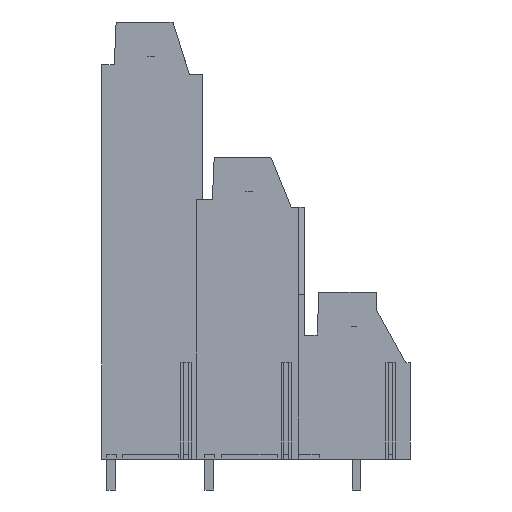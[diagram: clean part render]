
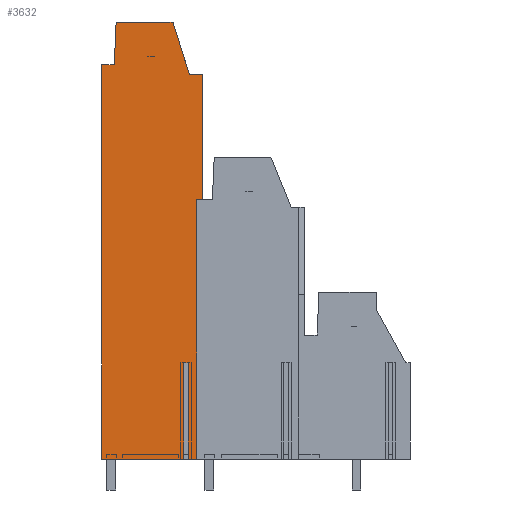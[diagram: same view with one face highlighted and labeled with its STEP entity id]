
A CAD part, left-side view. The second image highlights one B-rep face of the part: STEP entity #3632.
In plain terms, the highlighted planar face has unit normal (-1, 0, 0).
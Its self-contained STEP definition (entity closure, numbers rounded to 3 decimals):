
#3548=AXIS2_PLACEMENT_3D('Plane Axis2P3D',#3545,#3546,#3547) ;
#2640=CARTESIAN_POINT('Vertex',(2.54,22.131,3.2)) ;
#2643=CARTESIAN_POINT('Line Origine',(2.54,22.578,3.2)) ;
#2647=CARTESIAN_POINT('Vertex',(2.54,23.025,3.2)) ;
#2696=CARTESIAN_POINT('Vertex',(2.54,23.475,3.2)) ;
#2699=CARTESIAN_POINT('Line Origine',(2.54,27.738,3.2)) ;
#2703=CARTESIAN_POINT('Vertex',(2.54,32.,3.2)) ;
#3502=CARTESIAN_POINT('Vertex',(2.54,23.025,13.2)) ;
#3505=CARTESIAN_POINT('Line Origine',(2.54,23.25,13.2)) ;
#3509=CARTESIAN_POINT('Vertex',(2.54,23.475,13.2)) ;
#3533=CARTESIAN_POINT('Line Origine',(2.54,23.025,8.2)) ;
#3545=CARTESIAN_POINT('Axis2P3D Location',(2.54,21.84,31.2)) ;
#3550=CARTESIAN_POINT('Line Origine',(2.54,22.131,16.625)) ;
#3554=CARTESIAN_POINT('Vertex',(2.54,22.131,30.05)) ;
#3557=CARTESIAN_POINT('Line Origine',(2.54,21.811,30.05)) ;
#3561=CARTESIAN_POINT('Vertex',(2.54,21.49,30.05)) ;
#3564=CARTESIAN_POINT('Line Origine',(2.54,21.49,36.525)) ;
#3568=CARTESIAN_POINT('Vertex',(2.54,21.49,43.)) ;
#3571=CARTESIAN_POINT('Line Origine',(2.54,22.194,43.)) ;
#3575=CARTESIAN_POINT('Vertex',(2.54,22.898,43.)) ;
#3578=CARTESIAN_POINT('Line Origine',(2.54,23.745,45.735)) ;
#3582=CARTESIAN_POINT('Vertex',(2.54,24.592,48.47)) ;
#3585=CARTESIAN_POINT('Line Origine',(2.54,27.54,48.47)) ;
#3589=CARTESIAN_POINT('Vertex',(2.54,30.488,48.47)) ;
#3592=CARTESIAN_POINT('Line Origine',(2.54,30.584,46.26)) ;
#3596=CARTESIAN_POINT('Vertex',(2.54,30.681,44.05)) ;
#3599=CARTESIAN_POINT('Line Origine',(2.54,31.34,44.05)) ;
#3603=CARTESIAN_POINT('Vertex',(2.54,32.,44.05)) ;
#3606=CARTESIAN_POINT('Line Origine',(2.54,32.,23.625)) ;
#3611=CARTESIAN_POINT('Line Origine',(2.54,23.475,8.2)) ;
#2644=DIRECTION('Vector Direction',(0.,1.,0.)) ;
#2700=DIRECTION('Vector Direction',(0.,1.,0.)) ;
#3506=DIRECTION('Vector Direction',(0.,-1.,0.)) ;
#3534=DIRECTION('Vector Direction',(0.,0.,1.)) ;
#3546=DIRECTION('Axis2P3D Direction',(1.,0.,0.)) ;
#3547=DIRECTION('Axis2P3D XDirection',(0.,1.,0.)) ;
#3551=DIRECTION('Vector Direction',(0.,0.,-1.)) ;
#3558=DIRECTION('Vector Direction',(0.,1.,0.)) ;
#3565=DIRECTION('Vector Direction',(0.,0.,1.)) ;
#3572=DIRECTION('Vector Direction',(0.,-1.,0.)) ;
#3579=DIRECTION('Vector Direction',(0.,-0.296,-0.955)) ;
#3586=DIRECTION('Vector Direction',(0.,1.,0.)) ;
#3593=DIRECTION('Vector Direction',(0.,-0.044,0.999)) ;
#3600=DIRECTION('Vector Direction',(0.,-1.,0.)) ;
#3607=DIRECTION('Vector Direction',(0.,0.,1.)) ;
#3612=DIRECTION('Vector Direction',(0.,0.,1.)) ;
#2645=VECTOR('Line Direction',#2644,1.) ;
#2701=VECTOR('Line Direction',#2700,1.) ;
#3507=VECTOR('Line Direction',#3506,1.) ;
#3535=VECTOR('Line Direction',#3534,1.) ;
#3552=VECTOR('Line Direction',#3551,1.) ;
#3559=VECTOR('Line Direction',#3558,1.) ;
#3566=VECTOR('Line Direction',#3565,1.) ;
#3573=VECTOR('Line Direction',#3572,1.) ;
#3580=VECTOR('Line Direction',#3579,1.) ;
#3587=VECTOR('Line Direction',#3586,1.) ;
#3594=VECTOR('Line Direction',#3593,1.) ;
#3601=VECTOR('Line Direction',#3600,1.) ;
#3608=VECTOR('Line Direction',#3607,1.) ;
#3613=VECTOR('Line Direction',#3612,1.) ;
#3617=ORIENTED_EDGE('',*,*,#3556,.F.) ;
#3618=ORIENTED_EDGE('',*,*,#3563,.F.) ;
#3619=ORIENTED_EDGE('',*,*,#3570,.T.) ;
#3620=ORIENTED_EDGE('',*,*,#3577,.F.) ;
#3621=ORIENTED_EDGE('',*,*,#3584,.F.) ;
#3622=ORIENTED_EDGE('',*,*,#3591,.T.) ;
#3623=ORIENTED_EDGE('',*,*,#3598,.F.) ;
#3624=ORIENTED_EDGE('',*,*,#3605,.F.) ;
#3625=ORIENTED_EDGE('',*,*,#3610,.F.) ;
#3626=ORIENTED_EDGE('',*,*,#2705,.F.) ;
#3627=ORIENTED_EDGE('',*,*,#3615,.T.) ;
#3628=ORIENTED_EDGE('',*,*,#3511,.T.) ;
#3629=ORIENTED_EDGE('',*,*,#3537,.F.) ;
#3630=ORIENTED_EDGE('',*,*,#2649,.F.) ;
#3632=ADVANCED_FACE('housing',(#3631),#3549,.F.) ;
#2649=EDGE_CURVE('',#2641,#2648,#2646,.T.) ;
#2705=EDGE_CURVE('',#2697,#2704,#2702,.T.) ;
#3511=EDGE_CURVE('',#3510,#3503,#3508,.T.) ;
#3537=EDGE_CURVE('',#2648,#3503,#3536,.T.) ;
#3556=EDGE_CURVE('',#3555,#2641,#3553,.T.) ;
#3563=EDGE_CURVE('',#3562,#3555,#3560,.T.) ;
#3570=EDGE_CURVE('',#3562,#3569,#3567,.T.) ;
#3577=EDGE_CURVE('',#3576,#3569,#3574,.T.) ;
#3584=EDGE_CURVE('',#3583,#3576,#3581,.T.) ;
#3591=EDGE_CURVE('',#3583,#3590,#3588,.T.) ;
#3598=EDGE_CURVE('',#3597,#3590,#3595,.T.) ;
#3605=EDGE_CURVE('',#3604,#3597,#3602,.T.) ;
#3610=EDGE_CURVE('',#2704,#3604,#3609,.T.) ;
#3615=EDGE_CURVE('',#2697,#3510,#3614,.T.) ;
#3616=EDGE_LOOP('',(#3617,#3618,#3619,#3620,#3621,#3622,#3623,#3624,#3625,#3626,#3627,#3628,#3629,#3630)) ;
#3631=FACE_OUTER_BOUND('',#3616,.T.) ;
#2646=LINE('Line',#2643,#2645) ;
#2702=LINE('Line',#2699,#2701) ;
#3508=LINE('Line',#3505,#3507) ;
#3536=LINE('Line',#3533,#3535) ;
#3553=LINE('Line',#3550,#3552) ;
#3560=LINE('Line',#3557,#3559) ;
#3567=LINE('Line',#3564,#3566) ;
#3574=LINE('Line',#3571,#3573) ;
#3581=LINE('Line',#3578,#3580) ;
#3588=LINE('Line',#3585,#3587) ;
#3595=LINE('Line',#3592,#3594) ;
#3602=LINE('Line',#3599,#3601) ;
#3609=LINE('Line',#3606,#3608) ;
#3614=LINE('Line',#3611,#3613) ;
#3549=PLANE('',#3548) ;
#2641=VERTEX_POINT('',#2640) ;
#2648=VERTEX_POINT('',#2647) ;
#2697=VERTEX_POINT('',#2696) ;
#2704=VERTEX_POINT('',#2703) ;
#3503=VERTEX_POINT('',#3502) ;
#3510=VERTEX_POINT('',#3509) ;
#3555=VERTEX_POINT('',#3554) ;
#3562=VERTEX_POINT('',#3561) ;
#3569=VERTEX_POINT('',#3568) ;
#3576=VERTEX_POINT('',#3575) ;
#3583=VERTEX_POINT('',#3582) ;
#3590=VERTEX_POINT('',#3589) ;
#3597=VERTEX_POINT('',#3596) ;
#3604=VERTEX_POINT('',#3603) ;
